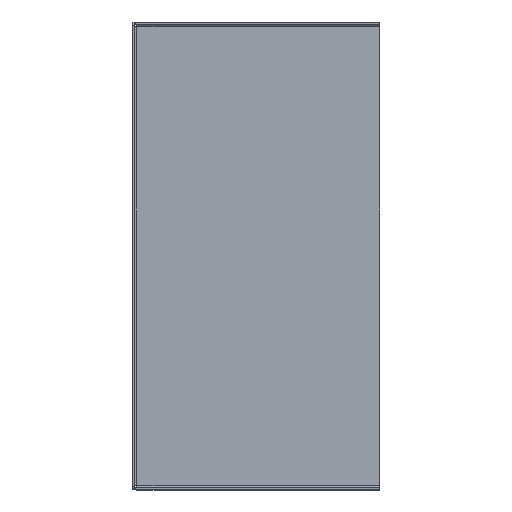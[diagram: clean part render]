
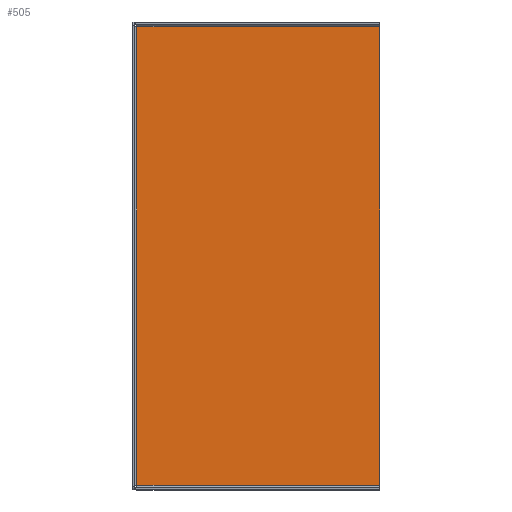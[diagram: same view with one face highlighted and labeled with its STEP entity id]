
A CAD part, top view. The second image highlights one B-rep face of the part: STEP entity #505.
In plain terms, the highlighted planar face has unit normal (0, 0, 1).
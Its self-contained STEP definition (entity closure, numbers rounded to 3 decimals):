
#14 = LINE ( 'NONE', #1062, #645 ) ;
#18 = FACE_OUTER_BOUND ( 'NONE', #756, .T. ) ;
#28 = CARTESIAN_POINT ( 'NONE',  ( -35.8, 67.6, 0.8 ) ) ;
#32 = ORIENTED_EDGE ( 'NONE', *, *, #341, .F. ) ;
#37 = CARTESIAN_POINT ( 'NONE',  ( 35.8, 67.6, 0.8 ) ) ;
#59 = ORIENTED_EDGE ( 'NONE', *, *, #350, .T. ) ;
#66 = LINE ( 'NONE', #300, #499 ) ;
#130 = LINE ( 'NONE', #37, #446 ) ;
#153 = LINE ( 'NONE', #187, #872 ) ;
#187 = CARTESIAN_POINT ( 'NONE',  ( -34.4, 67.6, 0.8 ) ) ;
#300 = CARTESIAN_POINT ( 'NONE',  ( 711.8, -66.2, 0.8 ) ) ;
#341 = EDGE_CURVE ( 'NONE', #520, #964, #66, .T. ) ;
#347 = VERTEX_POINT ( 'NONE', #789 ) ;
#349 = AXIS2_PLACEMENT_3D ( 'NONE', #28, #1037, #630 ) ;
#350 = EDGE_CURVE ( 'NONE', #347, #437, #14, .T. ) ;
#401 = DIRECTION ( 'NONE',  ( 0., -1., 0. ) ) ;
#437 = VERTEX_POINT ( 'NONE', #802 ) ;
#438 = CARTESIAN_POINT ( 'NONE',  ( -34.4, -66.2, 0.8 ) ) ;
#442 = PLANE ( 'NONE',  #349 ) ;
#446 = VECTOR ( 'NONE', #791, 1000. ) ;
#447 = CARTESIAN_POINT ( 'NONE',  ( 35.8, -66.2, 0.8 ) ) ;
#483 = DIRECTION ( 'NONE',  ( -1., 0., 0. ) ) ;
#499 = VECTOR ( 'NONE', #695, 1000. ) ;
#505 = ADVANCED_FACE ( 'NONE', ( #18 ), #442, .T. ) ;
#520 = VERTEX_POINT ( 'NONE', #447 ) ;
#536 = EDGE_CURVE ( 'NONE', #437, #964, #153, .T. ) ;
#550 = EDGE_CURVE ( 'NONE', #520, #347, #130, .T. ) ;
#630 = DIRECTION ( 'NONE',  ( 1., 0., 0. ) ) ;
#645 = VECTOR ( 'NONE', #483, 1000. ) ;
#662 = ORIENTED_EDGE ( 'NONE', *, *, #550, .T. ) ;
#695 = DIRECTION ( 'NONE',  ( -1., 0., 0. ) ) ;
#739 = ORIENTED_EDGE ( 'NONE', *, *, #536, .T. ) ;
#756 = EDGE_LOOP ( 'NONE', ( #739, #32, #662, #59 ) ) ;
#789 = CARTESIAN_POINT ( 'NONE',  ( 35.8, 66.2, 0.8 ) ) ;
#791 = DIRECTION ( 'NONE',  ( 0., 1., 0. ) ) ;
#802 = CARTESIAN_POINT ( 'NONE',  ( -34.4, 66.2, 0.8 ) ) ;
#872 = VECTOR ( 'NONE', #401, 1000. ) ;
#964 = VERTEX_POINT ( 'NONE', #438 ) ;
#1037 = DIRECTION ( 'NONE',  ( 0., 0., 1. ) ) ;
#1062 = CARTESIAN_POINT ( 'NONE',  ( 711.8, 66.2, 0.8 ) ) ;
